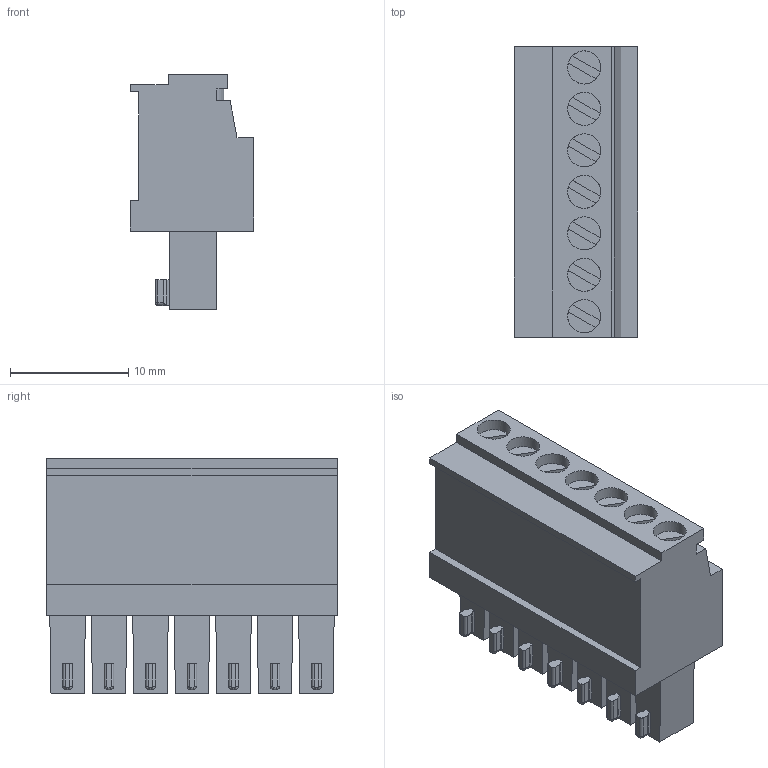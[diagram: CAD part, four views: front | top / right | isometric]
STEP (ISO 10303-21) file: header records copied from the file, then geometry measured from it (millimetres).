
FILE_DESCRIPTION( ( 'STEP AP214' ), '1' );
FILE_NAME( 'SV07-3.5-P.stp', ' ', ( ' ' ), ( ' ' ), 'PSStep 14.0', 'VISI 19.0', ' ' );
FILE_SCHEMA( ( 'AUTOMOTIVE_DESIGN { 1 0 10303 214 1 1 1 1 }' ) );
Length unit declared in the file: millimetre
Products named in the file (1): 1
Bounding box: 10.4 x 24.52 x 19.8 mm (x, y, z)
Volume: 2969.1 mm3; surface area: 2810.4 mm2
Topology: 1 solids, 1 shells, 354 faces, 853 edges, 536 vertices
Faces by surface type: plane 263, cylinder 63, bspline 14, cone 14
Full cylindrical faces by diameter (mm): 1.2 x7, 2.8 x7
Entity records: 12942 total; most frequent: CARTESIAN_POINT 1912, DIRECTION 1689, ORIENTED_EDGE 1636, EDGE_CURVE 818, LINE 629, VECTOR 629, AXIS2_PLACEMENT_3D 530, VERTEX_POINT 529
